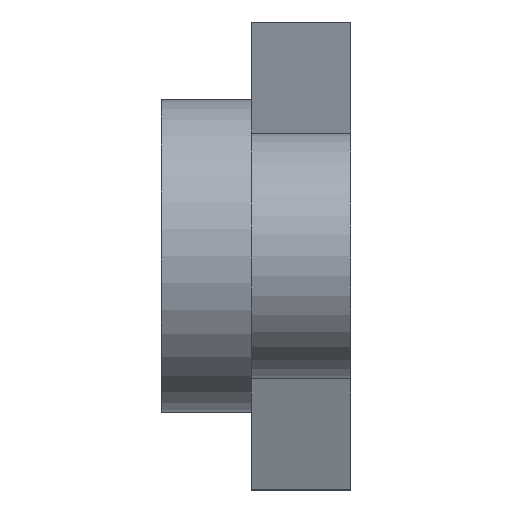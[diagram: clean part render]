
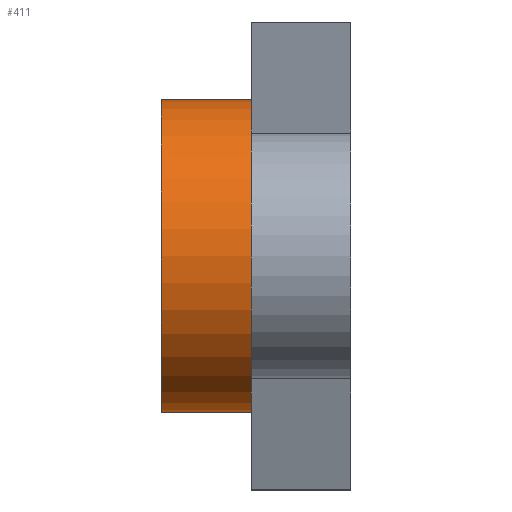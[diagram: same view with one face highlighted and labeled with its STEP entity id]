
A CAD part, left-side view. The second image highlights one B-rep face of the part: STEP entity #411.
In plain terms, the highlighted cylindrical face has radius 4.654 mm (diameter 9.309 mm), a partial arc.
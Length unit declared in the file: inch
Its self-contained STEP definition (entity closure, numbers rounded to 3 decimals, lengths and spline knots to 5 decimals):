
#166 = VERTEX_POINT ( 'NONE', #2622 ) ;
#193 = CARTESIAN_POINT ( 'NONE',  ( 0., 0.1165, 0.18325 ) ) ;
#344 = DIRECTION ( 'NONE',  ( 0., 0., -1. ) ) ;
#376 = EDGE_CURVE ( 'NONE', #2255, #1706, #1195, .T. ) ;
#411 = ADVANCED_FACE ( 'NONE', ( #563 ), #2623, .T. ) ;
#420 = CARTESIAN_POINT ( 'NONE',  ( 0., 0.1165, 0. ) ) ;
#425 = VERTEX_POINT ( 'NONE', #1877 ) ;
#563 = FACE_OUTER_BOUND ( 'NONE', #1886, .T. ) ;
#574 = CARTESIAN_POINT ( 'NONE',  ( 0., 0.222, 0.18325 ) ) ;
#682 = CIRCLE ( 'NONE', #1120, 0.18325 ) ;
#756 = DIRECTION ( 'NONE',  ( 0., 1., 0. ) ) ;
#765 = EDGE_CURVE ( 'NONE', #425, #2255, #2027, .T. ) ;
#798 = DIRECTION ( 'NONE',  ( 0., -1., 0. ) ) ;
#878 = DIRECTION ( 'NONE',  ( 0., 0., -1. ) ) ;
#1049 = AXIS2_PLACEMENT_3D ( 'NONE', #2671, #2028, #344 ) ;
#1098 = ORIENTED_EDGE ( 'NONE', *, *, #376, .F. ) ;
#1120 = AXIS2_PLACEMENT_3D ( 'NONE', #2017, #756, #2237 ) ;
#1180 = LINE ( 'NONE', #2304, #2309 ) ;
#1195 = CIRCLE ( 'NONE', #1959, 0.18325 ) ;
#1237 = DIRECTION ( 'NONE',  ( 0., -1., 0. ) ) ;
#1247 = ORIENTED_EDGE ( 'NONE', *, *, #2209, .T. ) ;
#1462 = VECTOR ( 'NONE', #798, 39.37008 ) ;
#1530 = ORIENTED_EDGE ( 'NONE', *, *, #2595, .F. ) ;
#1706 = VERTEX_POINT ( 'NONE', #2230 ) ;
#1877 = CARTESIAN_POINT ( 'NONE',  ( 0., 0.222, 0.18325 ) ) ;
#1886 = EDGE_LOOP ( 'NONE', ( #2626, #1530, #1247, #1098 ) ) ;
#1959 = AXIS2_PLACEMENT_3D ( 'NONE', #420, #2138, #878 ) ;
#2017 = CARTESIAN_POINT ( 'NONE',  ( 0., 0.222, 0. ) ) ;
#2027 = LINE ( 'NONE', #574, #1462 ) ;
#2028 = DIRECTION ( 'NONE',  ( 0., -1., 0. ) ) ;
#2138 = DIRECTION ( 'NONE',  ( 0., -1., 0. ) ) ;
#2209 = EDGE_CURVE ( 'NONE', #166, #1706, #1180, .T. ) ;
#2230 = CARTESIAN_POINT ( 'NONE',  ( 0., 0.1165, -0.18325 ) ) ;
#2237 = DIRECTION ( 'NONE',  ( 0., 0., 1. ) ) ;
#2255 = VERTEX_POINT ( 'NONE', #193 ) ;
#2304 = CARTESIAN_POINT ( 'NONE',  ( 0., 0.222, -0.18325 ) ) ;
#2309 = VECTOR ( 'NONE', #1237, 39.37008 ) ;
#2595 = EDGE_CURVE ( 'NONE', #166, #425, #682, .T. ) ;
#2622 = CARTESIAN_POINT ( 'NONE',  ( 0., 0.222, -0.18325 ) ) ;
#2623 = CYLINDRICAL_SURFACE ( 'NONE', #1049, 0.18325 ) ;
#2626 = ORIENTED_EDGE ( 'NONE', *, *, #765, .F. ) ;
#2671 = CARTESIAN_POINT ( 'NONE',  ( 0., 0.222, 0. ) ) ;
